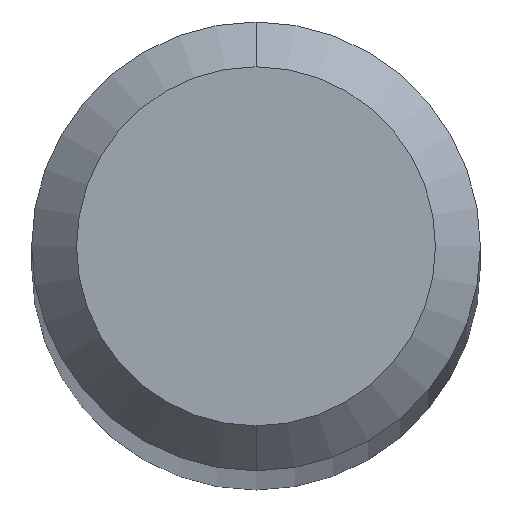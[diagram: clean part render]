
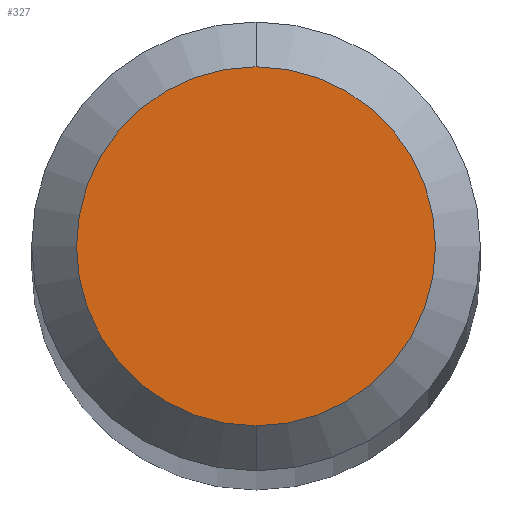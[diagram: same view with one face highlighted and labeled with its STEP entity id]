
A CAD part, top view. The second image highlights one B-rep face of the part: STEP entity #327.
In plain terms, the highlighted planar face has unit normal (0, 0, 1).
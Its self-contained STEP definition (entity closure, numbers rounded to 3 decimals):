
#173=VERTEX_POINT('',#432);
#213=VERTEX_POINT('',#476);
#315=EDGE_CURVE('',#213,#173,#588,.T.);
#327=ADVANCED_FACE('',(#600),#601,.T.);
#345=EDGE_CURVE('',#173,#213,#623,.T.);
#432=CARTESIAN_POINT('',(0.,-1.2,0.0));
#476=CARTESIAN_POINT('',(0.0,1.2,0.0));
#588=CIRCLE('',#1088,1.2);
#600=FACE_OUTER_BOUND('',#1108,.T.);
#601=PLANE('',#1109);
#623=CIRCLE('',#1134,1.2);
#1088=AXIS2_PLACEMENT_3D('',#1425,#1426,#1427);
#1108=EDGE_LOOP('',(#1430,#1431));
#1109=AXIS2_PLACEMENT_3D('',#1432,#1433,#1434);
#1134=AXIS2_PLACEMENT_3D('',#1472,#1473,#1474);
#1425=CARTESIAN_POINT('',(0.0,0.0,0.0));
#1426=DIRECTION('',(0.0,0.0,-1.0));
#1427=DIRECTION('',(0.0,1.0,0.0));
#1430=ORIENTED_EDGE('',*,*,#315,.F.);
#1431=ORIENTED_EDGE('',*,*,#345,.F.);
#1432=CARTESIAN_POINT('',(0.0,0.6,0.0));
#1433=DIRECTION('',(-0.0,0.0,1.0));
#1434=DIRECTION('',(0.0,-1.0,0.0));
#1472=CARTESIAN_POINT('',(0.0,0.0,0.0));
#1473=DIRECTION('',(0.0,0.0,-1.0));
#1474=DIRECTION('',(0.0,1.0,0.0));
